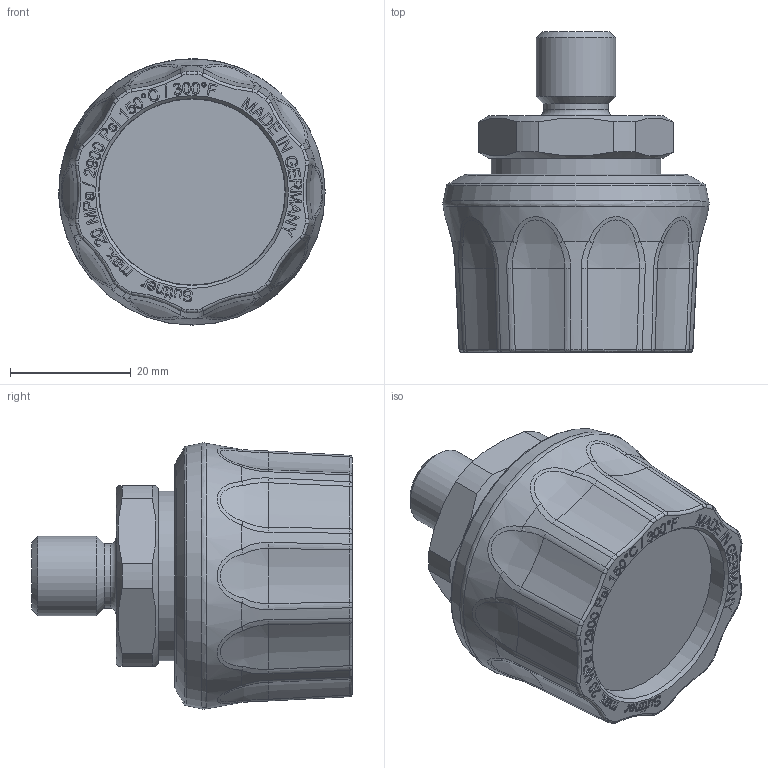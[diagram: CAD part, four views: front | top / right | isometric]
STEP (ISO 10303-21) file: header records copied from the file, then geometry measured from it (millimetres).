
FILE_DESCRIPTION(/* description */ ('Unknown'),/* implementation_level */ '2;1');
FILE_NAME(/* name */ '203100652',/* time_stamp */ '2019-09-03T08:47:34+02:00',/* author */ ('Unknown'),/* organization */ ('Unknown'),/* preprocessor_version */ 'ST-DEVELOPER v16.7',/* originating_system */ 'DEX',/* authorisation */ $);
FILE_SCHEMA (('AUTOMOTIVE_DESIGN {1 0 10303 214 3 1 1}'));
Length unit declared in the file: millimetre
Products named in the file (5): 11727_203100652_Kupplung_ST-3100_G1_4_AG_blau_00159239; 12754_040005489_Kupplungsbuchse_G1_4AG_ST-3100_00159214; 11723_203100491_TM_Überwurfmutter_ST-3100_bl_Adf._00159318; 04-5480_hülse; 020003872_Handrad_Kuppl._ST-3100_bl._Adflex_00159289
Assembly tree (4 placements, depth 3):
  11727_203100652_Kupplung_ST-3100_G1_4_AG_blau_00159239
    12754_040005489_Kupplungsbuchse_G1_4AG_ST-3100_00159214
    11723_203100491_TM_Überwurfmutter_ST-3100_bl_Adf._00159318
      04-5480_hülse
      020003872_Handrad_Kuppl._ST-3100_bl._Adflex_00159289
Bounding box: 44.19 x 53.2 x 44.19 mm (x, y, z)
Volume: 54208.4 mm3; surface area: 11792.9 mm2
Topology: 2 solids, 2 shells, 607 faces, 1500 edges, 971 vertices
Faces by surface type: bspline 437, plane 84, cone 40, cylinder 22, torus 14, sphere 10
Full cylindrical faces by diameter (mm): 10.7 x1, 13.16 x1, 21.8 x1, 23.6 x2, 28.2 x1
Entity records: 29466 total; most frequent: CARTESIAN_POINT 19065, ORIENTED_EDGE 2914, EDGE_CURVE 1457, DIRECTION 1040, VERTEX_POINT 965, EDGE_LOOP 718, FACE_BOUND 718, ADVANCED_FACE 607
